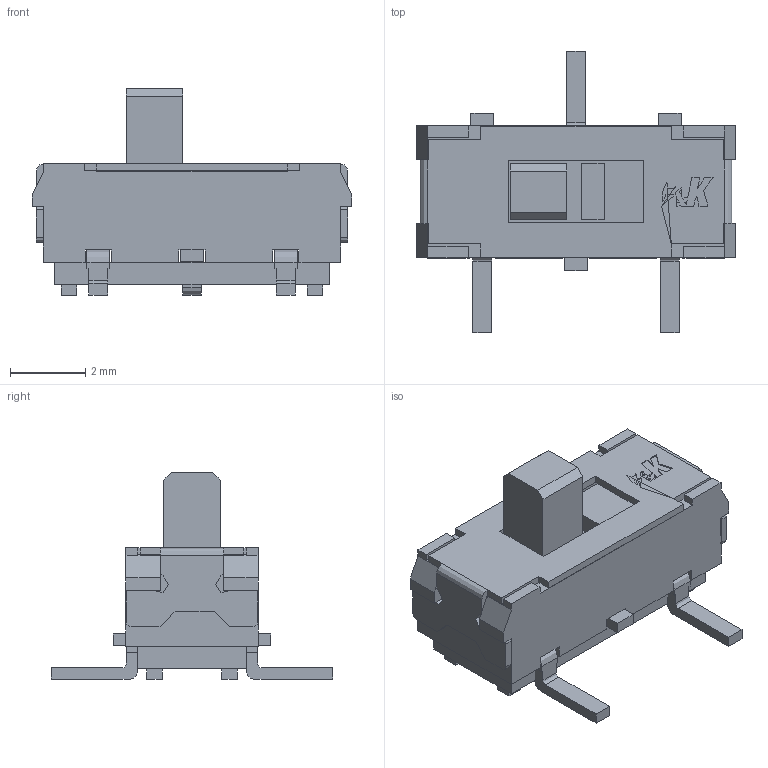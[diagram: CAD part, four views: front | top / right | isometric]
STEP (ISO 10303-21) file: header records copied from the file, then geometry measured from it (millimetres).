
FILE_DESCRIPTION( ( '' ), ' ' );
FILE_NAME( '5bbc07ca1d301713f4b679b6.step', '2018-10-09T01:43:39', ( '' ), ( '' ), ' ', ' ', ' ' );
FILE_SCHEMA( ( 'AUTOMOTIVE_DESIGN { 1 0 10303 214 1 1 1 1 }' ) );
Length unit declared in the file: metre
Products named in the file (8): Open CASCADE STEP translator 6.8 6; Open CASCADE STEP translator 6.8 5; Open CASCADE STEP translator 6.8 4; Open CASCADE STEP translator 6.8 3; Open CASCADE STEP translator 6.8 2; Open CASCADE STEP translator 6.8 1
Bounding box: 8.5 x 7.5 x 5.51 mm (x, y, z)
Volume: 90 mm3; surface area: 269.4 mm2
Topology: 8 solids, 8 shells, 297 faces, 828 edges, 550 vertices
Faces by surface type: plane 236, cylinder 46, extrusion 14, bspline 1
Entity records: 16350 total; most frequent: CARTESIAN_POINT 2071, ORIENTED_EDGE 1656, DIRECTION 1479, STYLED_ITEM 1125, PRESENTATION_STYLE_ASSIGNMENT 1125, COLOUR_RGB 1125, EDGE_CURVE 828, CURVE_STYLE 828
